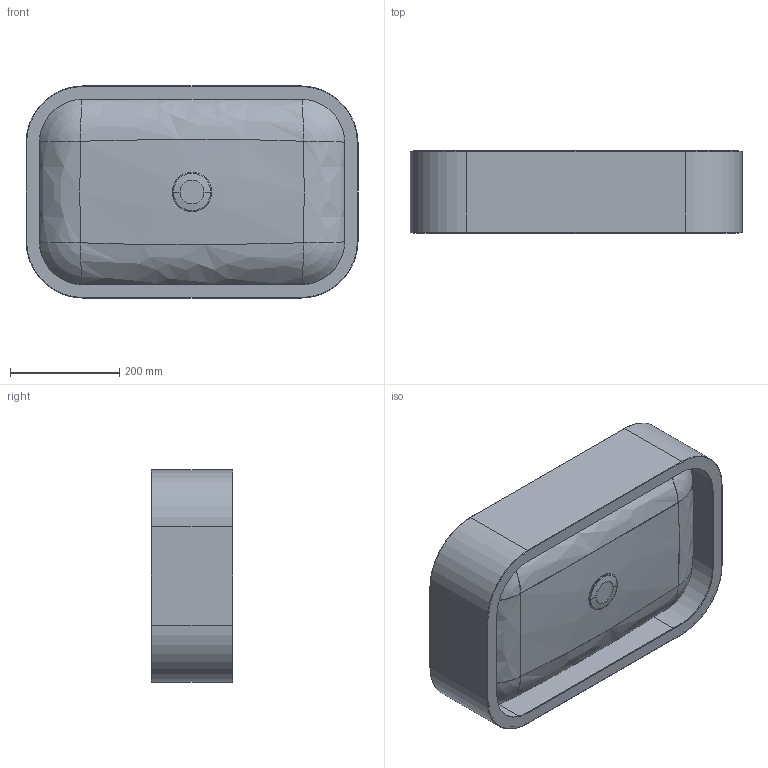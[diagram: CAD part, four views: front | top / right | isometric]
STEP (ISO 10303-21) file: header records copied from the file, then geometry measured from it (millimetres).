
FILE_DESCRIPTION (( 'STEP AP203' ), '1' );
FILE_NAME ('方形盆胆.STEP', '2024-06-28T05:47:44', ( '微软用户' ), ( '微软中国' ), 'SwSTEP 2.0', 'SolidWorks 2016', '' );
FILE_SCHEMA (( 'CONFIG_CONTROL_DESIGN' ));
Length unit declared in the file: millimetre
Products named in the file (1): 源倛髓筐
Bounding box: 609 x 150 x 389 mm (x, y, z)
Volume: 1708192.5 mm3; surface area: 1261903.7 mm2
Topology: 2 solids, 2 shells, 99 faces, 216 edges, 123 vertices
Faces by surface type: cylinder 36, plane 20, torus 18, bspline 12, sphere 9, cone 4
Entity records: 3810 total; most frequent: CARTESIAN_POINT 1599, DIRECTION 476, ORIENTED_EDGE 428, EDGE_CURVE 214, AXIS2_PLACEMENT_3D 198, VERTEX_POINT 122, CIRCLE 110, EDGE_LOOP 104
